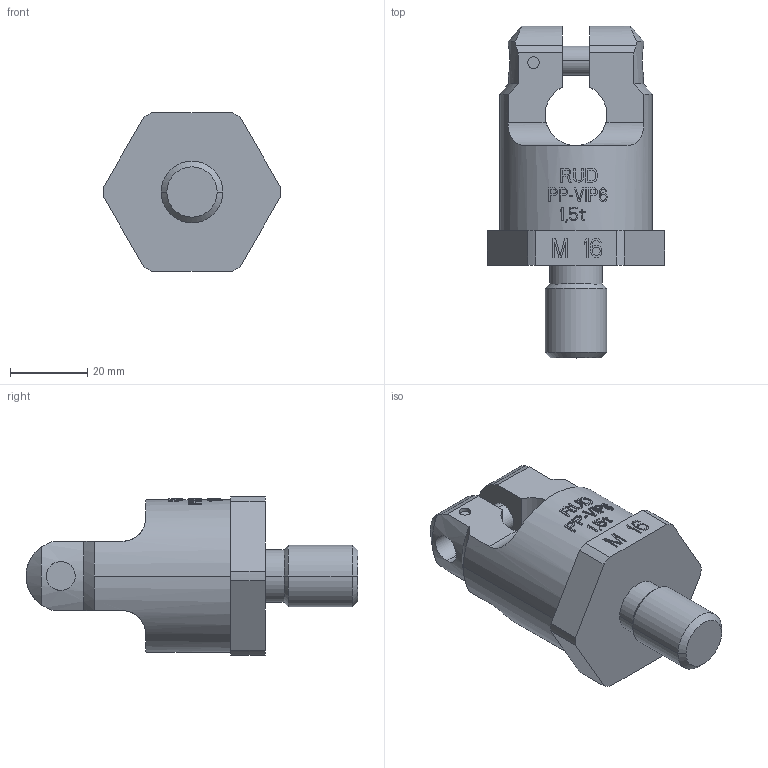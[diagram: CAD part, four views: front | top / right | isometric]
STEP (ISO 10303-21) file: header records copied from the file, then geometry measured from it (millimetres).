
FILE_DESCRIPTION((''),'2;1');
FILE_NAME('001-M31441-P01_ASM','2004-11-09T',('Rehwagen'),(''),'PRO/ENGINEER BY PARAMETRIC TECHNOLOGY CORPORATION, 2001400','PRO/ENGINEER BY PARAMETRIC TECHNOLOGY CORPORATION, 2001400','');
FILE_SCHEMA(('CONFIG_CONTROL_DESIGN'));
Length unit declared in the file: millimetre
Products named in the file (3): 001-M31441-005; 001-M31441-001; 001-M31441-P01_ASM
Assembly tree (2 placements, depth 2):
  001-M31441-P01_ASM
    001-M31441-005
    001-M31441-001
Bounding box: 45.99 x 86 x 41 mm (x, y, z)
Volume: 58030.3 mm3; surface area: 14262.2 mm2
Topology: 2 solids, 2 shells, 464 faces, 1285 edges, 854 vertices
Faces by surface type: plane 405, cylinder 51, cone 8
Entity records: 14930 total; most frequent: CARTESIAN_POINT 3564, ORIENTED_EDGE 2570, DIRECTION 2007, EDGE_CURVE 1285, VERTEX_POINT 854, VECTOR 717, LINE 717, AXIS2_PLACEMENT_3D 645
